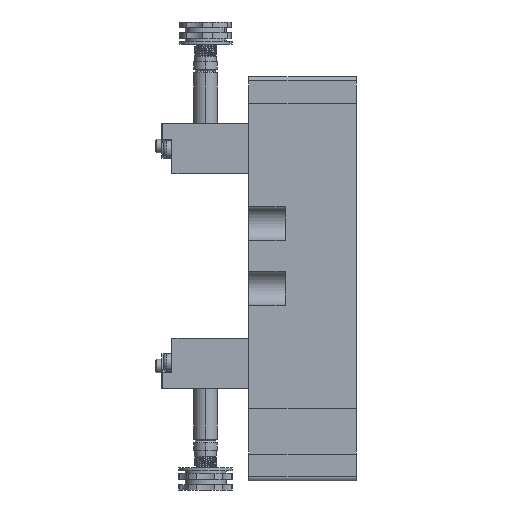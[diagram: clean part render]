
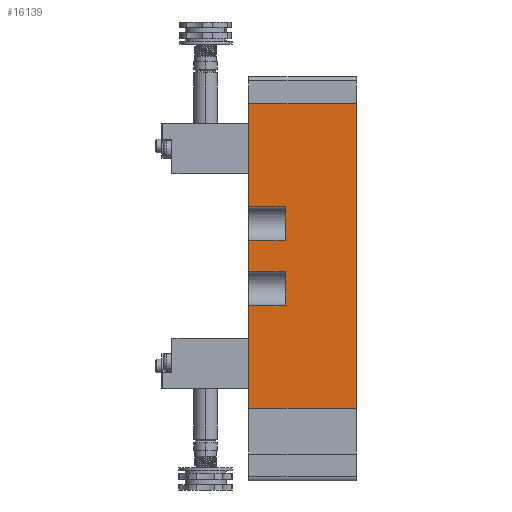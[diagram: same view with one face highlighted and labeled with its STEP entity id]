
A CAD part, left-side view. The second image highlights one B-rep face of the part: STEP entity #16139.
In plain terms, the highlighted planar face has unit normal (-1, 0, 0).
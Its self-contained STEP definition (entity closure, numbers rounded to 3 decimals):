
#1200 = PLANE ( 'NONE',  #1794 ) ;
#1201 = CARTESIAN_POINT ( 'NONE',  ( -25., 20., 56.5 ) ) ;
#1202 = DIRECTION ( 'NONE',  ( 1., 0., 0. ) ) ;
#1203 = DIRECTION ( 'NONE',  ( 0., 1., 0. ) ) ;
#1794 = AXIS2_PLACEMENT_3D ( 'NONE', #1201, #1202, #1203 ) ;
#3038 = CARTESIAN_POINT ( 'NONE',  ( -25., -20., -56.5 ) ) ;
#3039 = CARTESIAN_POINT ( 'NONE',  ( -25., 20., -56.5 ) ) ;
#3794 = VERTEX_POINT ( 'NONE', #7477 ) ;
#3796 = VERTEX_POINT ( 'NONE', #7475 ) ;
#3799 = VERTEX_POINT ( 'NONE', #7472 ) ;
#3814 = VERTEX_POINT ( 'NONE', #7457 ) ;
#3815 = VERTEX_POINT ( 'NONE', #7456 ) ;
#3831 = VERTEX_POINT ( 'NONE', #7440 ) ;
#3860 = VERTEX_POINT ( 'NONE', #7411 ) ;
#5062 = CARTESIAN_POINT ( 'NONE',  ( -25., 20., -18.3 ) ) ;
#5064 = CARTESIAN_POINT ( 'NONE',  ( -25., 20., -5.7 ) ) ;
#5282 = CARTESIAN_POINT ( 'NONE',  ( -25., 20., 5.7 ) ) ;
#5916 = EDGE_CURVE ( 'NONE', #13960, #13959, #17281, .T. ) ;
#5940 = EDGE_CURVE ( 'NONE', #6217, #13960, #17321, .T. ) ;
#5944 = EDGE_CURVE ( 'NONE', #13896, #6219, #17328, .T. ) ;
#5948 = EDGE_CURVE ( 'NONE', #3815, #3814, #17335, .T. ) ;
#5951 = EDGE_CURVE ( 'NONE', #6219, #3796, #17341, .T. ) ;
#5952 = EDGE_CURVE ( 'NONE', #3794, #3796, #17343, .T. ) ;
#5953 = EDGE_CURVE ( 'NONE', #3794, #6217, #17345, .T. ) ;
#5954 = EDGE_CURVE ( 'NONE', #3860, #13959, #17347, .T. ) ;
#5955 = EDGE_CURVE ( 'NONE', #3815, #3860, #17349, .T. ) ;
#5956 = EDGE_CURVE ( 'NONE', #3814, #3799, #17351, .T. ) ;
#5957 = EDGE_CURVE ( 'NONE', #3799, #3831, #17353, .T. ) ;
#5958 = EDGE_CURVE ( 'NONE', #3831, #13896, #17355, .T. ) ;
#6217 = VERTEX_POINT ( 'NONE', #5062 ) ;
#6219 = VERTEX_POINT ( 'NONE', #5064 ) ;
#7411 = CARTESIAN_POINT ( 'NONE',  ( -25., -20., 56.5 ) ) ;
#7440 = CARTESIAN_POINT ( 'NONE',  ( -25., 6.5, 5.7 ) ) ;
#7456 = CARTESIAN_POINT ( 'NONE',  ( -25., 20., 56.5 ) ) ;
#7457 = CARTESIAN_POINT ( 'NONE',  ( -25., 20., 18.3 ) ) ;
#7472 = CARTESIAN_POINT ( 'NONE',  ( -25., 6.5, 18.3 ) ) ;
#7475 = CARTESIAN_POINT ( 'NONE',  ( -25., 6.5, -5.7 ) ) ;
#7477 = CARTESIAN_POINT ( 'NONE',  ( -25., 6.5, -18.3 ) ) ;
#8402 = ORIENTED_EDGE ( 'NONE', *, *, #5944, .T. ) ;
#8403 = ORIENTED_EDGE ( 'NONE', *, *, #5951, .T. ) ;
#8404 = ORIENTED_EDGE ( 'NONE', *, *, #5952, .F. ) ;
#8405 = ORIENTED_EDGE ( 'NONE', *, *, #5953, .T. ) ;
#8406 = ORIENTED_EDGE ( 'NONE', *, *, #5940, .T. ) ;
#8407 = ORIENTED_EDGE ( 'NONE', *, *, #5916, .T. ) ;
#8408 = ORIENTED_EDGE ( 'NONE', *, *, #5954, .F. ) ;
#8409 = ORIENTED_EDGE ( 'NONE', *, *, #5955, .F. ) ;
#8410 = ORIENTED_EDGE ( 'NONE', *, *, #5948, .T. ) ;
#8411 = ORIENTED_EDGE ( 'NONE', *, *, #5956, .T. ) ;
#8412 = ORIENTED_EDGE ( 'NONE', *, *, #5957, .T. ) ;
#8413 = ORIENTED_EDGE ( 'NONE', *, *, #5958, .T. ) ;
#8834 = EDGE_LOOP ( 'NONE', ( #8402, #8403, #8404, #8405, #8406, #8407, #8408, #8409, #8410, #8411, #8412, #8413 ) ) ;
#8995 = CARTESIAN_POINT ( 'NONE',  ( -25., 20., -56.5 ) ) ;
#8996 = DIRECTION ( 'NONE',  ( 0., -1., 0. ) ) ;
#9051 = CARTESIAN_POINT ( 'NONE',  ( -25., 20., 56.5 ) ) ;
#9052 = DIRECTION ( 'NONE',  ( 0., 0., -1. ) ) ;
#9060 = CARTESIAN_POINT ( 'NONE',  ( -25., 20., 56.5 ) ) ;
#9061 = DIRECTION ( 'NONE',  ( 0., 0., -1. ) ) ;
#9069 = CARTESIAN_POINT ( 'NONE',  ( -25., 20., 56.5 ) ) ;
#9070 = DIRECTION ( 'NONE',  ( 0., 0., -1. ) ) ;
#9075 = CARTESIAN_POINT ( 'NONE',  ( -25., 20., -5.7 ) ) ;
#9076 = DIRECTION ( 'NONE',  ( 0., -1., 0. ) ) ;
#9077 = CARTESIAN_POINT ( 'NONE',  ( -25., 6.5, 56.5 ) ) ;
#9078 = DIRECTION ( 'NONE',  ( 0., 0., 1. ) ) ;
#9079 = CARTESIAN_POINT ( 'NONE',  ( -25., 20., -18.3 ) ) ;
#9080 = DIRECTION ( 'NONE',  ( 0., 1., 0. ) ) ;
#9081 = CARTESIAN_POINT ( 'NONE',  ( -25., -20., 56.5 ) ) ;
#9082 = DIRECTION ( 'NONE',  ( 0., 0., -1. ) ) ;
#9083 = CARTESIAN_POINT ( 'NONE',  ( -25., 20., 56.5 ) ) ;
#9084 = DIRECTION ( 'NONE',  ( 0., -1., 0. ) ) ;
#9085 = CARTESIAN_POINT ( 'NONE',  ( -25., 20., 18.3 ) ) ;
#9086 = DIRECTION ( 'NONE',  ( 0., -1., 0. ) ) ;
#9087 = CARTESIAN_POINT ( 'NONE',  ( -25., 6.5, 56.5 ) ) ;
#9088 = DIRECTION ( 'NONE',  ( 0., 0., -1. ) ) ;
#9089 = CARTESIAN_POINT ( 'NONE',  ( -25., 20., 5.7 ) ) ;
#9090 = DIRECTION ( 'NONE',  ( 0., 1., 0. ) ) ;
#12926 = FACE_OUTER_BOUND ( 'NONE', #8834, .T. ) ;
#13896 = VERTEX_POINT ( 'NONE', #5282 ) ;
#13959 = VERTEX_POINT ( 'NONE', #3038 ) ;
#13960 = VERTEX_POINT ( 'NONE', #3039 ) ;
#16139 = ADVANCED_FACE ( 'NONE', ( #12926 ), #1200, .F. ) ;
#17281 = LINE ( 'NONE', #8995, #17282 ) ;
#17282 = VECTOR ( 'NONE', #8996, 1000. ) ;
#17321 = LINE ( 'NONE', #9051, #17322 ) ;
#17322 = VECTOR ( 'NONE', #9052, 1000. ) ;
#17328 = LINE ( 'NONE', #9060, #17329 ) ;
#17329 = VECTOR ( 'NONE', #9061, 1000. ) ;
#17335 = LINE ( 'NONE', #9069, #17336 ) ;
#17336 = VECTOR ( 'NONE', #9070, 1000. ) ;
#17341 = LINE ( 'NONE', #9075, #17342 ) ;
#17342 = VECTOR ( 'NONE', #9076, 1000. ) ;
#17343 = LINE ( 'NONE', #9077, #17344 ) ;
#17344 = VECTOR ( 'NONE', #9078, 1000. ) ;
#17345 = LINE ( 'NONE', #9079, #17346 ) ;
#17346 = VECTOR ( 'NONE', #9080, 1000. ) ;
#17347 = LINE ( 'NONE', #9081, #17348 ) ;
#17348 = VECTOR ( 'NONE', #9082, 1000. ) ;
#17349 = LINE ( 'NONE', #9083, #17350 ) ;
#17350 = VECTOR ( 'NONE', #9084, 1000. ) ;
#17351 = LINE ( 'NONE', #9085, #17352 ) ;
#17352 = VECTOR ( 'NONE', #9086, 1000. ) ;
#17353 = LINE ( 'NONE', #9087, #17354 ) ;
#17354 = VECTOR ( 'NONE', #9088, 1000. ) ;
#17355 = LINE ( 'NONE', #9089, #17356 ) ;
#17356 = VECTOR ( 'NONE', #9090, 1000. ) ;
